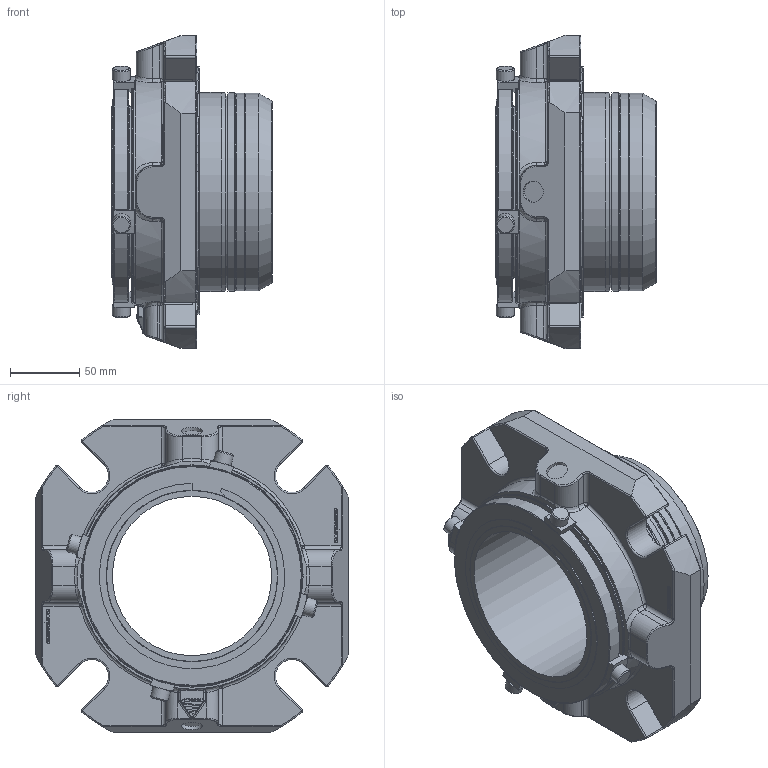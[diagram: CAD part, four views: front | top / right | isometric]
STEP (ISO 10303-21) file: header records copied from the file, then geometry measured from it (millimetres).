
FILE_DESCRIPTION(/* description */ ('Unknown'),/* implementation_level */ '2;1');
FILE_NAME(/* name */ '115mm - STEP',/* time_stamp */ '2023-01-27T12:49:09+00:00',/* author */ ('Unknown'),/* organization */ ('Unknown'),/* preprocessor_version */ 'ST-DEVELOPER v16.7',/* originating_system */ 'Solid Edge',/* authorisation */ 'Unknown');
FILE_SCHEMA (('AUTOMOTIVE_DESIGN {1 0 10303 214 3 1 1}'));
Length unit declared in the file: millimetre
Products named in the file (1): 115mm
Bounding box: 115.93 x 225.65 x 225.65 mm (x, y, z)
Volume: 1480591.4 mm3; surface area: 213557.3 mm2
Topology: 1 solids, 1 shells, 997 faces, 2642 edges, 1636 vertices
Faces by surface type: cylinder 321, plane 276, bspline 231, torus 106, cone 37, sphere 26
Full cylindrical faces by diameter (mm): 2.194 x1, 13 x4, 15.342 x2, 115.011 x1, 123.8 x1, 124.638 x1, 139.192 x2, 141.529 x1, 142.494 x2, 142.9 x1, 143.662 x1, 158.75 x1, 160.274 x1, 169.977 x1, 171.45 x1, 175.412 x1, 175.565 x1, 175.92 x1, 176 x1, 176.581 x1, 176.835 x1
Entity records: 35352 total; most frequent: CARTESIAN_POINT 12486, ORIENTED_EDGE 5048, DIRECTION 4306, EDGE_CURVE 2524, AXIS2_PLACEMENT_3D 1617, VERTEX_POINT 1608, EDGE_LOOP 1110, FACE_BOUND 1110
